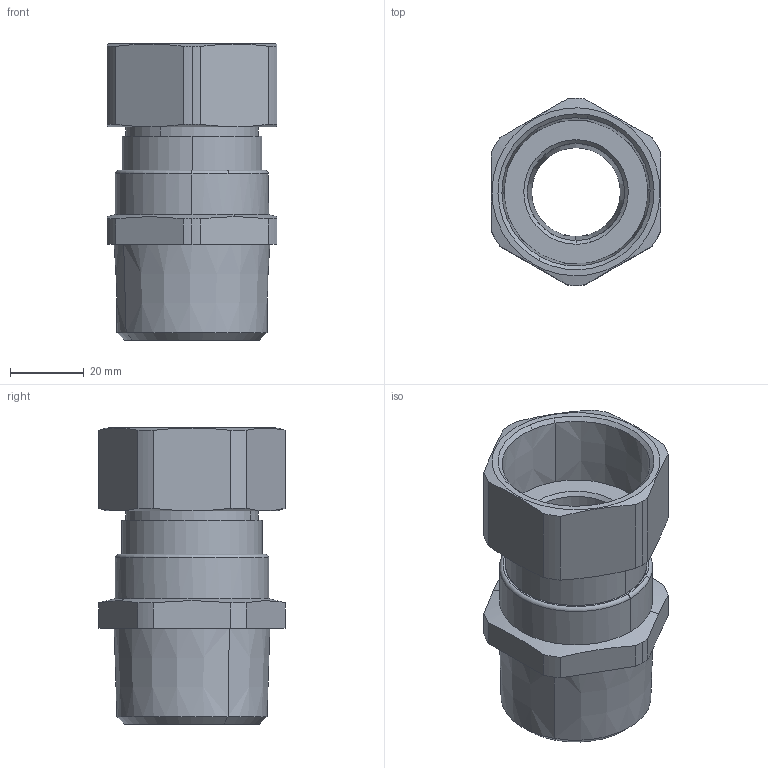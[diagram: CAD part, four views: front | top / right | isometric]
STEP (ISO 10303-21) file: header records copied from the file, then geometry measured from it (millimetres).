
FILE_DESCRIPTION(('CATIA V5 STEP Exchange','CAx-IF Rec.Pracs.--- Model Styling and Organization---1.4--- 2014-01-23'),'2;1');
FILE_NAME ('D1551657_0_1187940000_1187940000.stp','2022-11-21T06:12:38+00:00',('none'),('Weidmueller'),'CATIA Version 5-6 Release 2016 SP3 HF44','CATIA V5 STEP AP214','none');
FILE_SCHEMA(('AUTOMOTIVE_DESIGN { 1 0 10303 214 1 1 1 1 }'));
Length unit declared in the file: millimetre
Products named in the file (1): A2LC/32/NPT1-1/4-NPT1-1/4F-WM
Bounding box: 46 x 50.6 x 80.25 mm (x, y, z)
Volume: 61471.9 mm3; surface area: 26949.4 mm2
Topology: 2 solids, 2 shells, 97 faces, 246 edges, 160 vertices
Faces by surface type: cylinder 34, cone 34, plane 23, torus 6
Entity records: 3001 total; most frequent: CARTESIAN_POINT 719, ORIENTED_EDGE 492, DIRECTION 385, EDGE_CURVE 246, AXIS2_PLACEMENT_3D 215, VERTEX_POINT 160, CIRCLE 129, EDGE_LOOP 108
